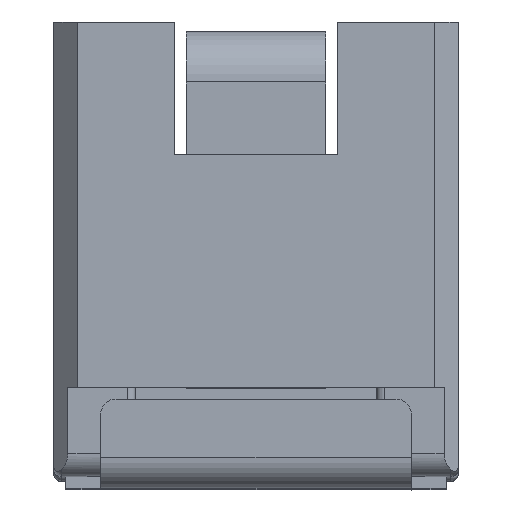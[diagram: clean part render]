
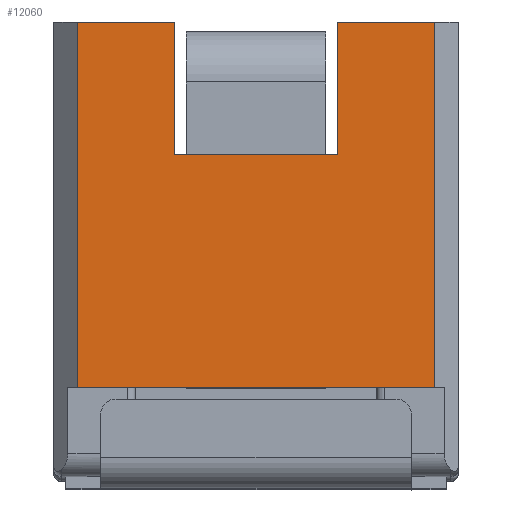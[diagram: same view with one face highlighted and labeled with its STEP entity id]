
A CAD part, top view. The second image highlights one B-rep face of the part: STEP entity #12060.
In plain terms, the highlighted planar face has unit normal (0, 0, 1).
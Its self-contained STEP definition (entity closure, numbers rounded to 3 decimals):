
#1013 = PLANE('',#1014);
#1014 = AXIS2_PLACEMENT_3D('',#1015,#1016,#1017);
#1015 = CARTESIAN_POINT('',(-1.05,4.7,5.95));
#1016 = DIRECTION('',(1.,0.,0.));
#1017 = DIRECTION('',(0.,0.,-1.));
#1144 = VERTEX_POINT('',#1145);
#1145 = CARTESIAN_POINT('',(-1.05,4.7,5.95));
#1159 = PLANE('',#1160);
#1160 = AXIS2_PLACEMENT_3D('',#1161,#1162,#1163);
#1161 = CARTESIAN_POINT('',(2.6,4.7,5.95));
#1162 = DIRECTION('',(0.,-1.,0.));
#1163 = DIRECTION('',(0.,0.,-1.));
#1171 = EDGE_CURVE('',#1144,#1172,#1174,.T.);
#1172 = VERTEX_POINT('',#1173);
#1173 = CARTESIAN_POINT('',(-1.05,3.,5.95));
#1174 = SURFACE_CURVE('',#1175,(#1179,#1186),.PCURVE_S1.);
#1175 = LINE('',#1176,#1177);
#1176 = CARTESIAN_POINT('',(-1.05,4.7,5.95));
#1177 = VECTOR('',#1178,1.);
#1178 = DIRECTION('',(0.,-1.,0.));
#1179 = PCURVE('',#1013,#1180);
#1180 = DEFINITIONAL_REPRESENTATION('',(#1181),#1185);
#1181 = LINE('',#1182,#1183);
#1182 = CARTESIAN_POINT('',(0.,0.));
#1183 = VECTOR('',#1184,1.);
#1184 = DIRECTION('',(0.,-1.));
#1185 = ( GEOMETRIC_REPRESENTATION_CONTEXT(2) 
PARAMETRIC_REPRESENTATION_CONTEXT() REPRESENTATION_CONTEXT('2D SPACE',''
  ) );
#1186 = PCURVE('',#1187,#1192);
#1187 = PLANE('',#1188);
#1188 = AXIS2_PLACEMENT_3D('',#1189,#1190,#1191);
#1189 = CARTESIAN_POINT('',(2.6,4.7,5.95));
#1190 = DIRECTION('',(0.,0.,-1.));
#1191 = DIRECTION('',(0.,1.,0.));
#1192 = DEFINITIONAL_REPRESENTATION('',(#1193),#1197);
#1193 = LINE('',#1194,#1195);
#1194 = CARTESIAN_POINT('',(0.,-3.65));
#1195 = VECTOR('',#1196,1.);
#1196 = DIRECTION('',(-1.,0.));
#1197 = ( GEOMETRIC_REPRESENTATION_CONTEXT(2) 
PARAMETRIC_REPRESENTATION_CONTEXT() REPRESENTATION_CONTEXT('2D SPACE',''
  ) );
#1215 = PLANE('',#1216);
#1216 = AXIS2_PLACEMENT_3D('',#1217,#1218,#1219);
#1217 = CARTESIAN_POINT('',(-1.05,3.,5.95));
#1218 = DIRECTION('',(0.,-1.,0.));
#1219 = DIRECTION('',(0.,0.,-1.));
#1267 = PLANE('',#1268);
#1268 = AXIS2_PLACEMENT_3D('',#1269,#1270,#1271);
#1269 = CARTESIAN_POINT('',(1.05,4.7,5.95));
#1270 = DIRECTION('',(1.,0.,0.));
#1271 = DIRECTION('',(0.,0.,-1.));
#1360 = VERTEX_POINT('',#1361);
#1361 = CARTESIAN_POINT('',(1.05,3.,5.95));
#1382 = EDGE_CURVE('',#1383,#1360,#1385,.T.);
#1383 = VERTEX_POINT('',#1384);
#1384 = CARTESIAN_POINT('',(1.05,4.7,5.95));
#1385 = SURFACE_CURVE('',#1386,(#1390,#1397),.PCURVE_S1.);
#1386 = LINE('',#1387,#1388);
#1387 = CARTESIAN_POINT('',(1.05,4.7,5.95));
#1388 = VECTOR('',#1389,1.);
#1389 = DIRECTION('',(0.,-1.,0.));
#1390 = PCURVE('',#1267,#1391);
#1391 = DEFINITIONAL_REPRESENTATION('',(#1392),#1396);
#1392 = LINE('',#1393,#1394);
#1393 = CARTESIAN_POINT('',(0.,0.));
#1394 = VECTOR('',#1395,1.);
#1395 = DIRECTION('',(0.,-1.));
#1396 = ( GEOMETRIC_REPRESENTATION_CONTEXT(2) 
PARAMETRIC_REPRESENTATION_CONTEXT() REPRESENTATION_CONTEXT('2D SPACE',''
  ) );
#1397 = PCURVE('',#1187,#1398);
#1398 = DEFINITIONAL_REPRESENTATION('',(#1399),#1403);
#1399 = LINE('',#1400,#1401);
#1400 = CARTESIAN_POINT('',(0.,-1.55));
#1401 = VECTOR('',#1402,1.);
#1402 = DIRECTION('',(-1.,0.));
#1403 = ( GEOMETRIC_REPRESENTATION_CONTEXT(2) 
PARAMETRIC_REPRESENTATION_CONTEXT() REPRESENTATION_CONTEXT('2D SPACE',''
  ) );
#1421 = PLANE('',#1422);
#1422 = AXIS2_PLACEMENT_3D('',#1423,#1424,#1425);
#1423 = CARTESIAN_POINT('',(2.6,4.7,5.95));
#1424 = DIRECTION('',(0.,-1.,0.));
#1425 = DIRECTION('',(0.,0.,-1.));
#1904 = PLANE('',#1905);
#1905 = AXIS2_PLACEMENT_3D('',#1906,#1907,#1908);
#1906 = CARTESIAN_POINT('',(-2.6,0.,1.5));
#1907 = DIRECTION('',(0.,1.,0.));
#1908 = DIRECTION('',(0.,0.,1.));
#3959 = VERTEX_POINT('',#3960);
#3960 = CARTESIAN_POINT('',(2.3,0.,5.95));
#3974 = PLANE('',#3975);
#3975 = AXIS2_PLACEMENT_3D('',#3976,#3977,#3978);
#3976 = CARTESIAN_POINT('',(2.6,-1.2,5.65));
#3977 = DIRECTION('',(0.707,0.,0.707
    ));
#3978 = DIRECTION('',(0.707,0.,-0.707));
#3986 = EDGE_CURVE('',#3987,#3959,#3989,.T.);
#3987 = VERTEX_POINT('',#3988);
#3988 = CARTESIAN_POINT('',(-2.3,0.,5.95));
#3989 = SURFACE_CURVE('',#3990,(#3994,#4001),.PCURVE_S1.);
#3990 = LINE('',#3991,#3992);
#3991 = CARTESIAN_POINT('',(-2.6,0.,5.95));
#3992 = VECTOR('',#3993,1.);
#3993 = DIRECTION('',(1.,0.,0.));
#3994 = PCURVE('',#1904,#3995);
#3995 = DEFINITIONAL_REPRESENTATION('',(#3996),#4000);
#3996 = LINE('',#3997,#3998);
#3997 = CARTESIAN_POINT('',(4.45,0.));
#3998 = VECTOR('',#3999,1.);
#3999 = DIRECTION('',(0.,1.));
#4000 = ( GEOMETRIC_REPRESENTATION_CONTEXT(2) 
PARAMETRIC_REPRESENTATION_CONTEXT() REPRESENTATION_CONTEXT('2D SPACE',''
  ) );
#4001 = PCURVE('',#1187,#4002);
#4002 = DEFINITIONAL_REPRESENTATION('',(#4003),#4007);
#4003 = LINE('',#4004,#4005);
#4004 = CARTESIAN_POINT('',(-4.7,-5.2));
#4005 = VECTOR('',#4006,1.);
#4006 = DIRECTION('',(0.,1.));
#4007 = ( GEOMETRIC_REPRESENTATION_CONTEXT(2) 
PARAMETRIC_REPRESENTATION_CONTEXT() REPRESENTATION_CONTEXT('2D SPACE',''
  ) );
#4025 = PLANE('',#4026);
#4026 = AXIS2_PLACEMENT_3D('',#4027,#4028,#4029);
#4027 = CARTESIAN_POINT('',(-2.3,4.7,5.95));
#4028 = DIRECTION('',(0.707,0.,-0.707
    ));
#4029 = DIRECTION('',(-0.707,0.,-0.707));
#8483 = EDGE_CURVE('',#8484,#1383,#8486,.T.);
#8484 = VERTEX_POINT('',#8485);
#8485 = CARTESIAN_POINT('',(2.3,4.7,5.95));
#8486 = SURFACE_CURVE('',#8487,(#8491,#8498),.PCURVE_S1.);
#8487 = LINE('',#8488,#8489);
#8488 = CARTESIAN_POINT('',(2.6,4.7,5.95));
#8489 = VECTOR('',#8490,1.);
#8490 = DIRECTION('',(-1.,0.,0.));
#8491 = PCURVE('',#1421,#8492);
#8492 = DEFINITIONAL_REPRESENTATION('',(#8493),#8497);
#8493 = LINE('',#8494,#8495);
#8494 = CARTESIAN_POINT('',(0.,0.));
#8495 = VECTOR('',#8496,1.);
#8496 = DIRECTION('',(0.,-1.));
#8497 = ( GEOMETRIC_REPRESENTATION_CONTEXT(2) 
PARAMETRIC_REPRESENTATION_CONTEXT() REPRESENTATION_CONTEXT('2D SPACE',''
  ) );
#8498 = PCURVE('',#1187,#8499);
#8499 = DEFINITIONAL_REPRESENTATION('',(#8500),#8504);
#8500 = LINE('',#8501,#8502);
#8501 = CARTESIAN_POINT('',(0.,0.));
#8502 = VECTOR('',#8503,1.);
#8503 = DIRECTION('',(0.,-1.));
#8504 = ( GEOMETRIC_REPRESENTATION_CONTEXT(2) 
PARAMETRIC_REPRESENTATION_CONTEXT() REPRESENTATION_CONTEXT('2D SPACE',''
  ) );
#11463 = VERTEX_POINT('',#11464);
#11464 = CARTESIAN_POINT('',(-2.3,4.7,5.95));
#11485 = EDGE_CURVE('',#1144,#11463,#11486,.T.);
#11486 = SURFACE_CURVE('',#11487,(#11491,#11498),.PCURVE_S1.);
#11487 = LINE('',#11488,#11489);
#11488 = CARTESIAN_POINT('',(2.6,4.7,5.95));
#11489 = VECTOR('',#11490,1.);
#11490 = DIRECTION('',(-1.,0.,0.));
#11491 = PCURVE('',#1159,#11492);
#11492 = DEFINITIONAL_REPRESENTATION('',(#11493),#11497);
#11493 = LINE('',#11494,#11495);
#11494 = CARTESIAN_POINT('',(0.,0.));
#11495 = VECTOR('',#11496,1.);
#11496 = DIRECTION('',(0.,-1.));
#11497 = ( GEOMETRIC_REPRESENTATION_CONTEXT(2) 
PARAMETRIC_REPRESENTATION_CONTEXT() REPRESENTATION_CONTEXT('2D SPACE',''
  ) );
#11498 = PCURVE('',#1187,#11499);
#11499 = DEFINITIONAL_REPRESENTATION('',(#11500),#11504);
#11500 = LINE('',#11501,#11502);
#11501 = CARTESIAN_POINT('',(0.,0.));
#11502 = VECTOR('',#11503,1.);
#11503 = DIRECTION('',(0.,-1.));
#11504 = ( GEOMETRIC_REPRESENTATION_CONTEXT(2) 
PARAMETRIC_REPRESENTATION_CONTEXT() REPRESENTATION_CONTEXT('2D SPACE',''
  ) );
#12060 = ADVANCED_FACE('',(#12061),#1187,.F.);
#12061 = FACE_BOUND('',#12062,.T.);
#12062 = EDGE_LOOP('',(#12063,#12064,#12085,#12086,#12107,#12108,#12109,
    #12130));
#12063 = ORIENTED_EDGE('',*,*,#11485,.T.);
#12064 = ORIENTED_EDGE('',*,*,#12065,.T.);
#12065 = EDGE_CURVE('',#11463,#3987,#12066,.T.);
#12066 = SURFACE_CURVE('',#12067,(#12071,#12078),.PCURVE_S1.);
#12067 = LINE('',#12068,#12069);
#12068 = CARTESIAN_POINT('',(-2.3,4.7,5.95));
#12069 = VECTOR('',#12070,1.);
#12070 = DIRECTION('',(0.,-1.,0.));
#12071 = PCURVE('',#1187,#12072);
#12072 = DEFINITIONAL_REPRESENTATION('',(#12073),#12077);
#12073 = LINE('',#12074,#12075);
#12074 = CARTESIAN_POINT('',(0.,-4.9));
#12075 = VECTOR('',#12076,1.);
#12076 = DIRECTION('',(-1.,0.));
#12077 = ( GEOMETRIC_REPRESENTATION_CONTEXT(2) 
PARAMETRIC_REPRESENTATION_CONTEXT() REPRESENTATION_CONTEXT('2D SPACE',''
  ) );
#12078 = PCURVE('',#4025,#12079);
#12079 = DEFINITIONAL_REPRESENTATION('',(#12080),#12084);
#12080 = LINE('',#12081,#12082);
#12081 = CARTESIAN_POINT('',(0.,0.));
#12082 = VECTOR('',#12083,1.);
#12083 = DIRECTION('',(0.,-1.));
#12084 = ( GEOMETRIC_REPRESENTATION_CONTEXT(2) 
PARAMETRIC_REPRESENTATION_CONTEXT() REPRESENTATION_CONTEXT('2D SPACE',''
  ) );
#12085 = ORIENTED_EDGE('',*,*,#3986,.T.);
#12086 = ORIENTED_EDGE('',*,*,#12087,.T.);
#12087 = EDGE_CURVE('',#3959,#8484,#12088,.T.);
#12088 = SURFACE_CURVE('',#12089,(#12093,#12100),.PCURVE_S1.);
#12089 = LINE('',#12090,#12091);
#12090 = CARTESIAN_POINT('',(2.3,4.7,5.95));
#12091 = VECTOR('',#12092,1.);
#12092 = DIRECTION('',(0.,1.,0.));
#12093 = PCURVE('',#1187,#12094);
#12094 = DEFINITIONAL_REPRESENTATION('',(#12095),#12099);
#12095 = LINE('',#12096,#12097);
#12096 = CARTESIAN_POINT('',(0.,-0.3));
#12097 = VECTOR('',#12098,1.);
#12098 = DIRECTION('',(1.,0.));
#12099 = ( GEOMETRIC_REPRESENTATION_CONTEXT(2) 
PARAMETRIC_REPRESENTATION_CONTEXT() REPRESENTATION_CONTEXT('2D SPACE',''
  ) );
#12100 = PCURVE('',#3974,#12101);
#12101 = DEFINITIONAL_REPRESENTATION('',(#12102),#12106);
#12102 = LINE('',#12103,#12104);
#12103 = CARTESIAN_POINT('',(-0.424,5.9));
#12104 = VECTOR('',#12105,1.);
#12105 = DIRECTION('',(0.,1.));
#12106 = ( GEOMETRIC_REPRESENTATION_CONTEXT(2) 
PARAMETRIC_REPRESENTATION_CONTEXT() REPRESENTATION_CONTEXT('2D SPACE',''
  ) );
#12107 = ORIENTED_EDGE('',*,*,#8483,.T.);
#12108 = ORIENTED_EDGE('',*,*,#1382,.T.);
#12109 = ORIENTED_EDGE('',*,*,#12110,.F.);
#12110 = EDGE_CURVE('',#1172,#1360,#12111,.T.);
#12111 = SURFACE_CURVE('',#12112,(#12116,#12123),.PCURVE_S1.);
#12112 = LINE('',#12113,#12114);
#12113 = CARTESIAN_POINT('',(-1.05,3.,5.95));
#12114 = VECTOR('',#12115,1.);
#12115 = DIRECTION('',(1.,0.,0.));
#12116 = PCURVE('',#1187,#12117);
#12117 = DEFINITIONAL_REPRESENTATION('',(#12118),#12122);
#12118 = LINE('',#12119,#12120);
#12119 = CARTESIAN_POINT('',(-1.7,-3.65));
#12120 = VECTOR('',#12121,1.);
#12121 = DIRECTION('',(0.,1.));
#12122 = ( GEOMETRIC_REPRESENTATION_CONTEXT(2) 
PARAMETRIC_REPRESENTATION_CONTEXT() REPRESENTATION_CONTEXT('2D SPACE',''
  ) );
#12123 = PCURVE('',#1215,#12124);
#12124 = DEFINITIONAL_REPRESENTATION('',(#12125),#12129);
#12125 = LINE('',#12126,#12127);
#12126 = CARTESIAN_POINT('',(0.,0.));
#12127 = VECTOR('',#12128,1.);
#12128 = DIRECTION('',(0.,1.));
#12129 = ( GEOMETRIC_REPRESENTATION_CONTEXT(2) 
PARAMETRIC_REPRESENTATION_CONTEXT() REPRESENTATION_CONTEXT('2D SPACE',''
  ) );
#12130 = ORIENTED_EDGE('',*,*,#1171,.F.);
